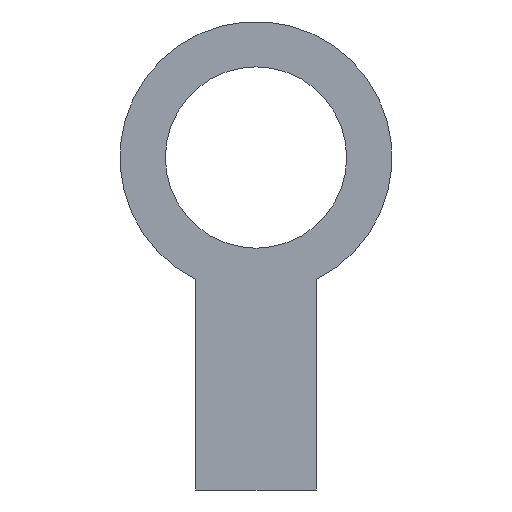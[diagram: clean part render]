
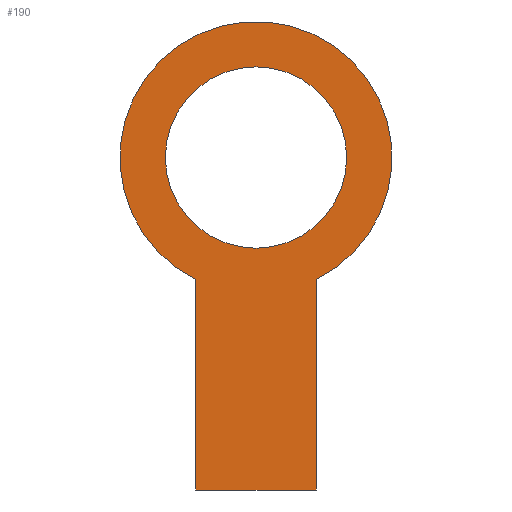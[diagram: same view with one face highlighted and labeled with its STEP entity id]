
A CAD part, front view. The second image highlights one B-rep face of the part: STEP entity #190.
In plain terms, the highlighted planar face has unit normal (0, -1, 0).
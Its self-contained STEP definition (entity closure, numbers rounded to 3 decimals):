
#54=CARTESIAN_POINT('',(20.0,0.0,-40.311));
#55=VERTEX_POINT('',#54);
#71=CARTESIAN_POINT('',(-20.0,0.0,-40.311));
#72=VERTEX_POINT('',#71);
#79=CARTESIAN_POINT('',(0.0,0.0,0.0));
#80=DIRECTION('',(0.0,1.0,0.0));
#81=DIRECTION('',(0.0,-0.0,1.0));
#82=AXIS2_PLACEMENT_3D('',#79,#80,#81);
#83=CIRCLE('',#82,45.0);
#84=EDGE_CURVE('',#72,#55,#83,.T.);
#140=CARTESIAN_POINT('',(0.0,0.0,0.0));
#141=DIRECTION('',(0.0,1.0,0.0));
#142=DIRECTION('',(0.0,-0.0,1.0));
#143=AXIS2_PLACEMENT_3D('',#140,#141,#142);
#144=PLANE('',#143);
#145=ORIENTED_EDGE('',*,*,#84,.F.);
#146=CARTESIAN_POINT('',(-20.0,0.0,-110.0));
#147=VERTEX_POINT('',#146);
#148=CARTESIAN_POINT('',(-20.0,0.0,-110.0));
#149=DIRECTION('',(0.,0.0,1.0));
#150=VECTOR('',#149,69.689);
#151=LINE('',#148,#150);
#152=EDGE_CURVE('',#147,#72,#151,.T.);
#153=ORIENTED_EDGE('',*,*,#152,.F.);
#154=CARTESIAN_POINT('',(20.0,0.0,-110.0));
#155=VERTEX_POINT('',#154);
#156=CARTESIAN_POINT('',(20.0,0.0,-110.0));
#157=DIRECTION('',(-1.0,0.0,0.0));
#158=VECTOR('',#157,40.0);
#159=LINE('',#156,#158);
#160=EDGE_CURVE('',#155,#147,#159,.T.);
#161=ORIENTED_EDGE('',*,*,#160,.F.);
#162=CARTESIAN_POINT('',(20.0,0.0,-40.311));
#163=DIRECTION('',(0.,0.0,-1.0));
#164=VECTOR('',#163,69.689);
#165=LINE('',#162,#164);
#166=EDGE_CURVE('',#55,#155,#165,.T.);
#167=ORIENTED_EDGE('',*,*,#166,.F.);
#168=EDGE_LOOP('',(#145,#153,#161,#167));
#169=FACE_BOUND('',#168,.T.);
#170=CARTESIAN_POINT('',(0.,0.0,30.0));
#171=VERTEX_POINT('',#170);
#172=CARTESIAN_POINT('',(0.,0.0,-30.0));
#173=VERTEX_POINT('',#172);
#174=CARTESIAN_POINT('',(0.0,0.0,0.0));
#175=DIRECTION('',(0.0,1.0,0.0));
#176=DIRECTION('',(0.0,-0.0,1.0));
#177=AXIS2_PLACEMENT_3D('',#174,#175,#176);
#178=CIRCLE('',#177,30.0);
#179=EDGE_CURVE('',#171,#173,#178,.T.);
#180=ORIENTED_EDGE('',*,*,#179,.T.);
#181=CARTESIAN_POINT('',(0.0,0.0,0.0));
#182=DIRECTION('',(0.0,1.0,0.0));
#183=DIRECTION('',(0.0,-0.0,1.0));
#184=AXIS2_PLACEMENT_3D('',#181,#182,#183);
#185=CIRCLE('',#184,30.0);
#186=EDGE_CURVE('',#173,#171,#185,.T.);
#187=ORIENTED_EDGE('',*,*,#186,.T.);
#188=EDGE_LOOP('',(#180,#187));
#189=FACE_BOUND('',#188,.T.);
#190=ADVANCED_FACE('',(#169,#189),#144,.F.);
